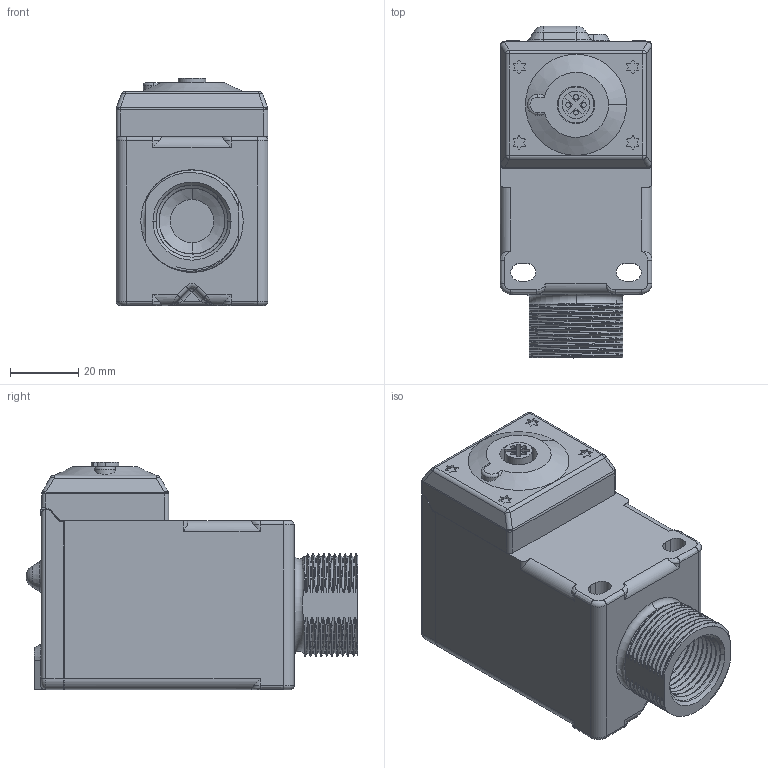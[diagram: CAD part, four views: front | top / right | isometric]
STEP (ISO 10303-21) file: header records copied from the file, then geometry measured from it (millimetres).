
FILE_DESCRIPTION((''),'2;1');
FILE_NAME('165755_SW','2013-02-01T',('banengservice'),('BANNER ENGINEERING'),'PRO/ENGINEER BY PARAMETRIC TECHNOLOGY CORPORATION, 2009141','PRO/ENGINEER BY PARAMETRIC TECHNOLOGY CORPORATION, 2009141','');
FILE_SCHEMA(('CONFIG_CONTROL_DESIGN'));
Products named in the file (1): 165755_SW
Bounding box: 44.45 x 97.08 x 66.47 mm (x, y, z)
Volume: 79411.4 mm3; surface area: 53203.1 mm2
Topology: 2 solids, 2 shells, 1047 faces, 2722 edges, 1680 vertices
Faces by surface type: plane 390, cylinder 383, bspline 126, torus 67, sphere 45, cone 36
Entity records: 47740 total; most frequent: CARTESIAN_POINT 22854, ORIENTED_EDGE 5400, DIRECTION 4900, EDGE_CURVE 2700, AXIS2_PLACEMENT_3D 1702, VERTEX_POINT 1680, VECTOR 1496, LINE 1496
